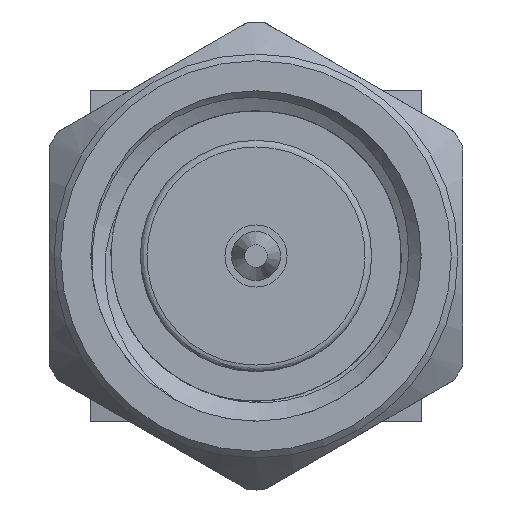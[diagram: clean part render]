
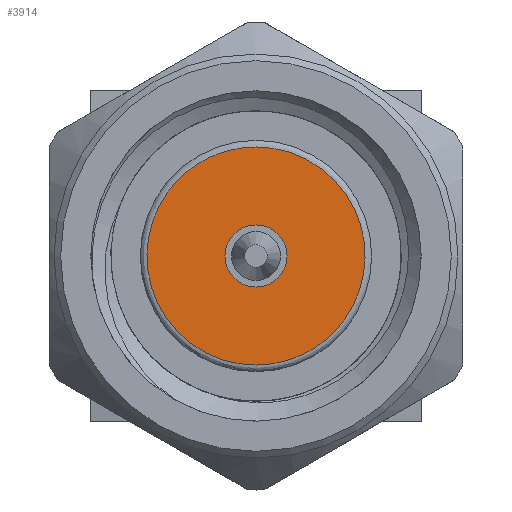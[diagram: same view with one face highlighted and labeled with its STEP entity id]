
A CAD part, left-side view. The second image highlights one B-rep face of the part: STEP entity #3914.
In plain terms, the highlighted planar face has unit normal (-1, 0, 0).
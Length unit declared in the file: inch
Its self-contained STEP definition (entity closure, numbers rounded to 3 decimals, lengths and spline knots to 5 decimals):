
#1 = AXIS2_PLACEMENT_3D ( 'NONE', #3940, #782, #3639 ) ;
#118 = CARTESIAN_POINT ( 'NONE',  ( 0.11, 0., 0.0825 ) ) ;
#224 = FACE_BOUND ( 'NONE', #2578, .T. ) ;
#246 = CARTESIAN_POINT ( 'NONE',  ( 0.11, -0.165, 0.0825 ) ) ;
#408 = EDGE_CURVE ( 'NONE', #1479, #2481, #3976, .T. ) ;
#779 = CARTESIAN_POINT ( 'NONE',  ( 0.11, 0.165, 0.0825 ) ) ;
#782 = DIRECTION ( 'NONE',  ( 1., 0., 0. ) ) ;
#890 = CARTESIAN_POINT ( 'NONE',  ( 0.11, 0., -0.0825 ) ) ;
#962 = CARTESIAN_POINT ( 'NONE',  ( 0.11, 0., -0.0825 ) ) ;
#1128 = CARTESIAN_POINT ( 'NONE',  ( 0.11, 0., 0.0825 ) ) ;
#1284 = ORIENTED_EDGE ( 'NONE', *, *, #408, .F. ) ;
#1311 = FACE_OUTER_BOUND ( 'NONE', #1675, .T. ) ;
#1340 = ORIENTED_EDGE ( 'NONE', *, *, #3532, .F. ) ;
#1423 = EDGE_CURVE ( 'NONE', #2481, #1479, #3624, .T. ) ;
#1437 = CARTESIAN_POINT ( 'NONE',  ( 0.11, 0.165, -0.0825 ) ) ;
#1452 = AXIS2_PLACEMENT_3D ( 'NONE', #2656, #2931, #3888 ) ;
#1477 = ORIENTED_EDGE ( 'NONE', *, *, #1423, .F. ) ;
#1479 = VERTEX_POINT ( 'NONE', #962 ) ;
#1675 = EDGE_LOOP ( 'NONE', ( #1284, #1477 ) ) ;
#2147 = CARTESIAN_POINT ( 'NONE',  ( 0.11, -0.165, -0.0825 ) ) ;
#2481 = VERTEX_POINT ( 'NONE', #1128 ) ;
#2505 = CIRCLE ( 'NONE', #1452, 0.0235 ) ;
#2578 = EDGE_LOOP ( 'NONE', ( #1340 ) ) ;
#2656 = CARTESIAN_POINT ( 'NONE',  ( 0.11, 0., 0. ) ) ;
#2875 = PLANE ( 'NONE',  #1 ) ;
#2931 = DIRECTION ( 'NONE',  ( -1., 0., 0. ) ) ;
#3003 = CARTESIAN_POINT ( 'NONE',  ( 0.11, 0., -0.0825 ) ) ;
#3197 = VERTEX_POINT ( 'NONE', #3467 ) ;
#3467 = CARTESIAN_POINT ( 'NONE',  ( 0.11, 0., -0.0235 ) ) ;
#3532 = EDGE_CURVE ( 'NONE', #3197, #3197, #2505, .T. ) ;
#3624 =( BOUNDED_CURVE ( )  B_SPLINE_CURVE ( 3, ( #3654, #246, #2147, #890 ),
 .UNSPECIFIED., .F., .F. ) 
 B_SPLINE_CURVE_WITH_KNOTS ( ( 4, 4 ),
 ( 0., 1. ),
 .UNSPECIFIED. ) 
 CURVE ( )  GEOMETRIC_REPRESENTATION_ITEM ( )  RATIONAL_B_SPLINE_CURVE ( ( 1., 0.333, 0.333, 1. ) ) 
 REPRESENTATION_ITEM ( '' )  );
#3639 = DIRECTION ( 'NONE',  ( 0., 0., -1. ) ) ;
#3654 = CARTESIAN_POINT ( 'NONE',  ( 0.11, 0., 0.0825 ) ) ;
#3888 = DIRECTION ( 'NONE',  ( 0., 0., -1. ) ) ;
#3914 = ADVANCED_FACE ( 'NONE', ( #224, #1311 ), #2875, .F. ) ;
#3940 = CARTESIAN_POINT ( 'NONE',  ( 0.11, 0., 0. ) ) ;
#3976 =( BOUNDED_CURVE ( )  B_SPLINE_CURVE ( 3, ( #3003, #1437, #779, #118 ),
 .UNSPECIFIED., .F., .F. ) 
 B_SPLINE_CURVE_WITH_KNOTS ( ( 4, 4 ),
 ( 0., 1. ),
 .UNSPECIFIED. ) 
 CURVE ( )  GEOMETRIC_REPRESENTATION_ITEM ( )  RATIONAL_B_SPLINE_CURVE ( ( 1., 0.333, 0.333, 1. ) ) 
 REPRESENTATION_ITEM ( '' )  );
